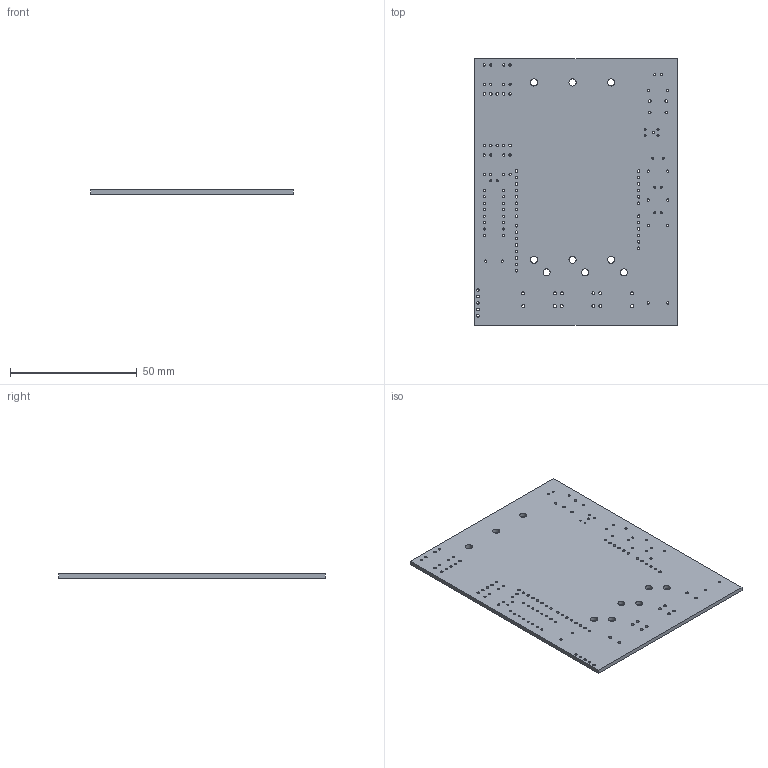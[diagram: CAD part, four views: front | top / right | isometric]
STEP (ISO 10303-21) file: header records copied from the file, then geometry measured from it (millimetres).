
FILE_DESCRIPTION(('KiCad electronic assembly'),'2;1');
FILE_NAME('kicadBoard.step','2022-11-06T01:20:33',('Pcbnew'),('Kicad'), 'Open CASCADE STEP processor 7.6','KiCad to STEP converter','Unknown' );
FILE_SCHEMA(('AUTOMOTIVE_DESIGN { 1 0 10303 214 1 1 1 1 }'));
Length unit declared in the file: millimetre
Products named in the file (2): kicadBoard 1; _autosave-kicadBoard PCB
Assembly tree (1 placements, depth 2):
  kicadBoard 1
    _autosave-kicadBoard PCB
Bounding box: 80.01 x 105.41 x 1.6 mm (x, y, z)
Volume: 13269.9 mm3; surface area: 17869.9 mm2
Topology: 1 solids, 1 shells, 133 faces, 393 edges, 262 vertices
Faces by surface type: cylinder 127, plane 6
Full cylindrical faces by diameter (mm): 0.7 x4, 0.8 x2, 0.813 x25, 0.9 x28, 1 x10, 1.016 x37, 1.2 x12, 2.8 x9
Entity records: 10265 total; most frequent: DIRECTION 1703, CARTESIAN_POINT 1576, ORIENTED_EDGE 786, PCURVE 786, DEFINITIONAL_REPRESENTATION 786, LINE 671, VECTOR 671, CIRCLE 508
